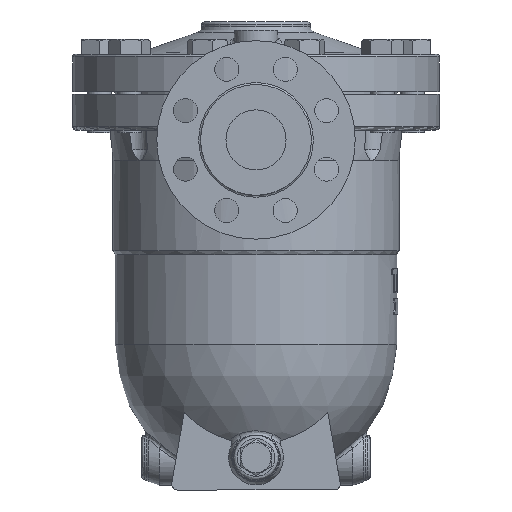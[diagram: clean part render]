
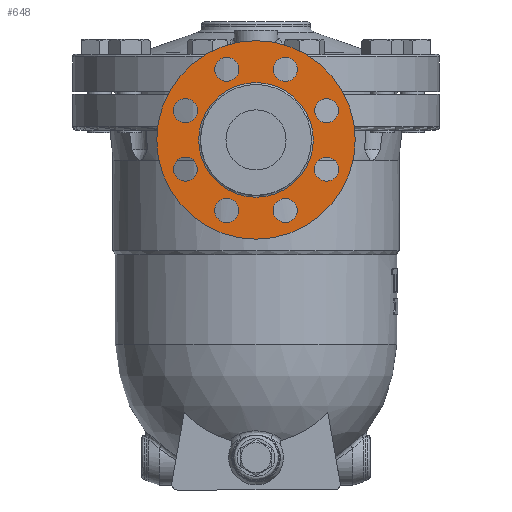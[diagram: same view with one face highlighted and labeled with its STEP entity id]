
A CAD part, left-side view. The second image highlights one B-rep face of the part: STEP entity #648.
In plain terms, the highlighted free-form (B-spline) face has degree [1, 1] with [2, 2] control points.
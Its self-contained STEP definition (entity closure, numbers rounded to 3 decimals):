
#477=CARTESIAN_POINT('',(-238.6,0.0,9.65));
#478=VERTEX_POINT('',#477);
#479=CARTESIAN_POINT('',(-238.6,0.0,-38.));
#480=DIRECTION('',(-1.0,0.0,0.0));
#481=DIRECTION('',(0.0,0.0,-1.0));
#482=AXIS2_PLACEMENT_3D('',#479,#480,#481);
#483=CIRCLE('',#482,47.65);
#484=EDGE_CURVE('',#478,#478,#483,.T.);
#541=CARTESIAN_POINT('',(-238.6,82.5,44.5));
#542=CARTESIAN_POINT('',(-238.6,82.5,-120.5));
#543=CARTESIAN_POINT('',(-238.6,-82.5,44.5));
#544=CARTESIAN_POINT('',(-238.6,-82.5,-120.5));
#545=B_SPLINE_SURFACE_WITH_KNOTS('',1,1,((#541,#543),(#542,#544)),.UNSPECIFIED.,.F.,.F.,.U.,(2,2),(2,2),(0.0,165.),(0.0,165.0),.UNSPECIFIED.);
#546=CARTESIAN_POINT('',(-238.6,0.0,44.5));
#547=VERTEX_POINT('',#546);
#548=CARTESIAN_POINT('',(-238.6,0.0,-38.));
#549=DIRECTION('',(-1.0,0.0,0.0));
#550=DIRECTION('',(0.0,0.0,1.0));
#551=AXIS2_PLACEMENT_3D('',#548,#549,#550);
#552=CIRCLE('',#551,82.5);
#553=EDGE_CURVE('',#547,#547,#552,.T.);
#554=ORIENTED_EDGE('',*,*,#553,.T.);
#555=EDGE_LOOP('',(#554));
#556=FACE_OUTER_BOUND('',#555,.T.);
#557=CARTESIAN_POINT('',(-238.6,24.3,10.666));
#558=VERTEX_POINT('',#557);
#559=CARTESIAN_POINT('',(-238.6,24.3,20.666));
#560=DIRECTION('',(1.0,0.0,0.0));
#561=DIRECTION('',(0.0,0.0,-1.0));
#562=AXIS2_PLACEMENT_3D('',#559,#560,#561);
#563=CIRCLE('',#562,10.0);
#564=EDGE_CURVE('',#558,#558,#563,.T.);
#565=ORIENTED_EDGE('',*,*,#564,.T.);
#566=EDGE_LOOP('',(#565));
#567=FACE_BOUND('',#566,.T.);
#568=CARTESIAN_POINT('',(-238.6,51.595,-20.771));
#569=VERTEX_POINT('',#568);
#570=CARTESIAN_POINT('',(-238.6,58.666,-13.7));
#571=DIRECTION('',(1.0,0.,0.));
#572=DIRECTION('',(0.,-0.707,-0.707));
#573=AXIS2_PLACEMENT_3D('',#570,#571,#572);
#574=CIRCLE('',#573,10.0);
#575=EDGE_CURVE('',#569,#569,#574,.T.);
#576=ORIENTED_EDGE('',*,*,#575,.T.);
#577=EDGE_LOOP('',(#576));
#578=FACE_BOUND('',#577,.T.);
#579=CARTESIAN_POINT('',(-238.6,48.666,-62.3));
#580=VERTEX_POINT('',#579);
#581=CARTESIAN_POINT('',(-238.6,58.666,-62.3));
#582=DIRECTION('',(1.0,0.0,0.0));
#583=DIRECTION('',(0.0,-1.0,0.0));
#584=AXIS2_PLACEMENT_3D('',#581,#582,#583);
#585=CIRCLE('',#584,10.0);
#586=EDGE_CURVE('',#580,#580,#585,.T.);
#587=ORIENTED_EDGE('',*,*,#586,.T.);
#588=EDGE_LOOP('',(#587));
#589=FACE_BOUND('',#588,.T.);
#590=CARTESIAN_POINT('',(-238.6,17.229,-89.595));
#591=VERTEX_POINT('',#590);
#592=CARTESIAN_POINT('',(-238.6,24.3,-96.666));
#593=DIRECTION('',(1.0,0.,0.));
#594=DIRECTION('',(0.,-0.707,0.707));
#595=AXIS2_PLACEMENT_3D('',#592,#593,#594);
#596=CIRCLE('',#595,10.0);
#597=EDGE_CURVE('',#591,#591,#596,.T.);
#598=ORIENTED_EDGE('',*,*,#597,.T.);
#599=EDGE_LOOP('',(#598));
#600=FACE_BOUND('',#599,.T.);
#601=CARTESIAN_POINT('',(-238.6,-24.3,-86.666));
#602=VERTEX_POINT('',#601);
#603=CARTESIAN_POINT('',(-238.6,-24.3,-96.666));
#604=DIRECTION('',(1.0,0.0,0.0));
#605=DIRECTION('',(0.0,0.0,1.0));
#606=AXIS2_PLACEMENT_3D('',#603,#604,#605);
#607=CIRCLE('',#606,10.0);
#608=EDGE_CURVE('',#602,#602,#607,.T.);
#609=ORIENTED_EDGE('',*,*,#608,.T.);
#610=EDGE_LOOP('',(#609));
#611=FACE_BOUND('',#610,.T.);
#612=CARTESIAN_POINT('',(-238.6,-51.595,-55.229));
#613=VERTEX_POINT('',#612);
#614=CARTESIAN_POINT('',(-238.6,-58.666,-62.3));
#615=DIRECTION('',(1.0,0.,0.));
#616=DIRECTION('',(0.,0.707,0.707));
#617=AXIS2_PLACEMENT_3D('',#614,#615,#616);
#618=CIRCLE('',#617,10.0);
#619=EDGE_CURVE('',#613,#613,#618,.T.);
#620=ORIENTED_EDGE('',*,*,#619,.T.);
#621=EDGE_LOOP('',(#620));
#622=FACE_BOUND('',#621,.T.);
#623=CARTESIAN_POINT('',(-238.6,-48.666,-13.7));
#624=VERTEX_POINT('',#623);
#625=CARTESIAN_POINT('',(-238.6,-58.666,-13.7));
#626=DIRECTION('',(1.0,0.0,0.0));
#627=DIRECTION('',(0.0,1.0,0.0));
#628=AXIS2_PLACEMENT_3D('',#625,#626,#627);
#629=CIRCLE('',#628,10.0);
#630=EDGE_CURVE('',#624,#624,#629,.T.);
#631=ORIENTED_EDGE('',*,*,#630,.T.);
#632=EDGE_LOOP('',(#631));
#633=FACE_BOUND('',#632,.T.);
#634=CARTESIAN_POINT('',(-238.6,-17.229,13.595));
#635=VERTEX_POINT('',#634);
#636=CARTESIAN_POINT('',(-238.6,-24.3,20.666));
#637=DIRECTION('',(1.0,0.,0.));
#638=DIRECTION('',(0.,0.707,-0.707));
#639=AXIS2_PLACEMENT_3D('',#636,#637,#638);
#640=CIRCLE('',#639,10.0);
#641=EDGE_CURVE('',#635,#635,#640,.T.);
#642=ORIENTED_EDGE('',*,*,#641,.T.);
#643=EDGE_LOOP('',(#642));
#644=FACE_BOUND('',#643,.T.);
#645=ORIENTED_EDGE('',*,*,#484,.F.);
#646=EDGE_LOOP('',(#645));
#647=FACE_BOUND('',#646,.T.);
#648=ADVANCED_FACE('',(#556,#567,#578,#589,#600,#611,#622,#633,#644,#647),#545,.T.);
